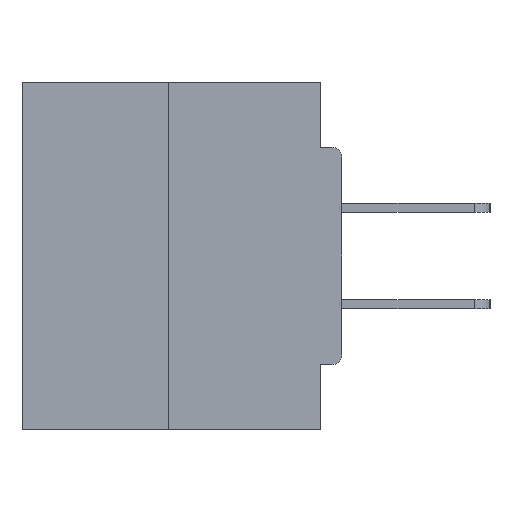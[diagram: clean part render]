
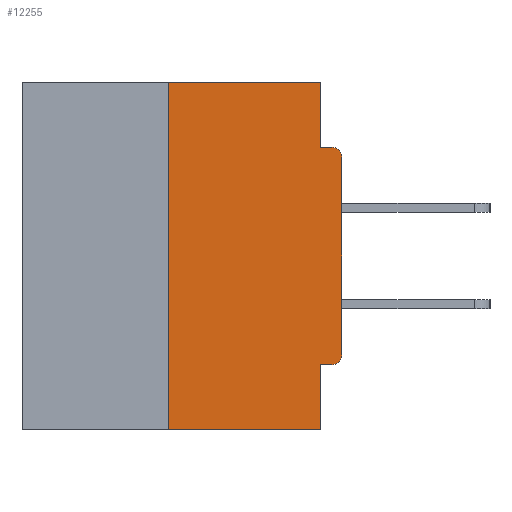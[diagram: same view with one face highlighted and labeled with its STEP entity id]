
A CAD part, left-side view. The second image highlights one B-rep face of the part: STEP entity #12255.
In plain terms, the highlighted planar face has unit normal (-1, 0, 0).
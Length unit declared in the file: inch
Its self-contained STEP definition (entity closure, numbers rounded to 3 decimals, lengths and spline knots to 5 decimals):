
#1444 = LINE ( 'NONE', #1747, #34413 ) ;
#1464 = CIRCLE ( 'NONE', #13466, 0.015 ) ;
#1518 = DIRECTION ( 'NONE',  ( 0., 0., 1. ) ) ;
#1677 = LINE ( 'NONE', #22617, #23987 ) ;
#1747 = CARTESIAN_POINT ( 'NONE',  ( 0., 0.46, -0.5 ) ) ;
#2953 = CARTESIAN_POINT ( 'NONE',  ( 0., 0.25, -0.5 ) ) ;
#3786 = VERTEX_POINT ( 'NONE', #14554 ) ;
#4104 = CARTESIAN_POINT ( 'NONE',  ( 0., 0.25, 0. ) ) ;
#4474 = CIRCLE ( 'NONE', #22405, 0.015 ) ;
#4588 = EDGE_CURVE ( 'NONE', #9451, #29232, #1677, .T. ) ;
#5346 = DIRECTION ( 'NONE',  ( 0., 0., 1. ) ) ;
#5490 = FACE_OUTER_BOUND ( 'NONE', #23548, .T. ) ;
#6729 = ORIENTED_EDGE ( 'NONE', *, *, #4588, .F. ) ;
#7047 = VERTEX_POINT ( 'NONE', #26362 ) ;
#7079 = VERTEX_POINT ( 'NONE', #19195 ) ;
#7112 = ORIENTED_EDGE ( 'NONE', *, *, #35962, .F. ) ;
#7692 = LINE ( 'NONE', #22195, #26476 ) ;
#7852 = PLANE ( 'NONE',  #13174 ) ;
#8047 = ORIENTED_EDGE ( 'NONE', *, *, #26684, .T. ) ;
#8634 = VECTOR ( 'NONE', #26054, 39.37008 ) ;
#8840 = VERTEX_POINT ( 'NONE', #23031 ) ;
#9117 = DIRECTION ( 'NONE',  ( 0., 0., -1. ) ) ;
#9451 = VERTEX_POINT ( 'NONE', #11600 ) ;
#9739 = CARTESIAN_POINT ( 'NONE',  ( 0., 0.031, -0.5 ) ) ;
#9821 = CARTESIAN_POINT ( 'NONE',  ( 0., 0.25, 0. ) ) ;
#10322 = DIRECTION ( 'NONE',  ( 0., -1., 0. ) ) ;
#10777 = CARTESIAN_POINT ( 'NONE',  ( 0., 0.015, -0.3915 ) ) ;
#11372 = DIRECTION ( 'NONE',  ( 0., 0., -1. ) ) ;
#11600 = CARTESIAN_POINT ( 'NONE',  ( 0., 0.031, -0.4065 ) ) ;
#11645 = EDGE_CURVE ( 'NONE', #8840, #9451, #18906, .T. ) ;
#12255 = ADVANCED_FACE ( 'NONE', ( #5490 ), #7852, .F. ) ;
#13174 = AXIS2_PLACEMENT_3D ( 'NONE', #13633, #36909, #20106 ) ;
#13407 = CARTESIAN_POINT ( 'NONE',  ( 0., 0.015, -0.0935 ) ) ;
#13466 = AXIS2_PLACEMENT_3D ( 'NONE', #10777, #13555, #19150 ) ;
#13555 = DIRECTION ( 'NONE',  ( -1., 0., 0. ) ) ;
#13633 = CARTESIAN_POINT ( 'NONE',  ( 0., 0.46, 0. ) ) ;
#14140 = DIRECTION ( 'NONE',  ( 0., 0., -1. ) ) ;
#14554 = CARTESIAN_POINT ( 'NONE',  ( 0., 0.031, 0. ) ) ;
#14751 = VECTOR ( 'NONE', #22008, 39.37008 ) ;
#16270 = LINE ( 'NONE', #17967, #33699 ) ;
#16978 = EDGE_CURVE ( 'NONE', #35534, #29232, #1444, .T. ) ;
#17967 = CARTESIAN_POINT ( 'NONE',  ( 0., 0.031, 0. ) ) ;
#17983 = EDGE_CURVE ( 'NONE', #26576, #3786, #29928, .T. ) ;
#18344 = CARTESIAN_POINT ( 'NONE',  ( 0., 0., -0.0935 ) ) ;
#18906 = LINE ( 'NONE', #31540, #8634 ) ;
#19150 = DIRECTION ( 'NONE',  ( 0., 0., -1. ) ) ;
#19195 = CARTESIAN_POINT ( 'NONE',  ( 0., 0.031, -0.0935 ) ) ;
#19509 = CARTESIAN_POINT ( 'NONE',  ( 0., 0.015, -0.1085 ) ) ;
#19870 = DIRECTION ( 'NONE',  ( -1., 0., 0. ) ) ;
#20106 = DIRECTION ( 'NONE',  ( 0., 0., -1. ) ) ;
#20197 = CARTESIAN_POINT ( 'NONE',  ( 0., 0., -0.3915 ) ) ;
#21703 = EDGE_CURVE ( 'NONE', #7047, #23567, #4474, .T. ) ;
#22008 = DIRECTION ( 'NONE',  ( 0., -1., 0. ) ) ;
#22195 = CARTESIAN_POINT ( 'NONE',  ( 0., 0., 0. ) ) ;
#22405 = AXIS2_PLACEMENT_3D ( 'NONE', #19509, #19870, #11372 ) ;
#22499 = ORIENTED_EDGE ( 'NONE', *, *, #17983, .F. ) ;
#22522 = ORIENTED_EDGE ( 'NONE', *, *, #16978, .T. ) ;
#22617 = CARTESIAN_POINT ( 'NONE',  ( 0., 0.031, -0.5 ) ) ;
#23031 = CARTESIAN_POINT ( 'NONE',  ( 0., 0.015, -0.4065 ) ) ;
#23548 = EDGE_LOOP ( 'NONE', ( #22499, #35597, #22522, #6729, #33599, #34693, #8047, #33482, #7112, #24571 ) ) ;
#23567 = VERTEX_POINT ( 'NONE', #13407 ) ;
#23987 = VECTOR ( 'NONE', #14140, 39.37008 ) ;
#23999 = VERTEX_POINT ( 'NONE', #20197 ) ;
#24571 = ORIENTED_EDGE ( 'NONE', *, *, #24987, .F. ) ;
#24987 = EDGE_CURVE ( 'NONE', #3786, #7079, #16270, .T. ) ;
#26054 = DIRECTION ( 'NONE',  ( 0., 1., 0. ) ) ;
#26362 = CARTESIAN_POINT ( 'NONE',  ( 0., 0., -0.1085 ) ) ;
#26476 = VECTOR ( 'NONE', #5346, 39.37008 ) ;
#26576 = VERTEX_POINT ( 'NONE', #9821 ) ;
#26684 = EDGE_CURVE ( 'NONE', #23999, #7047, #7692, .T. ) ;
#27140 = EDGE_CURVE ( 'NONE', #8840, #23999, #1464, .T. ) ;
#27273 = VECTOR ( 'NONE', #29467, 39.37008 ) ;
#29065 = LINE ( 'NONE', #18344, #27273 ) ;
#29232 = VERTEX_POINT ( 'NONE', #9739 ) ;
#29467 = DIRECTION ( 'NONE',  ( 0., -1., 0. ) ) ;
#29928 = LINE ( 'NONE', #33565, #14751 ) ;
#30059 = VECTOR ( 'NONE', #1518, 39.37008 ) ;
#31540 = CARTESIAN_POINT ( 'NONE',  ( 0., 0., -0.4065 ) ) ;
#33482 = ORIENTED_EDGE ( 'NONE', *, *, #21703, .T. ) ;
#33565 = CARTESIAN_POINT ( 'NONE',  ( 0., 0.46, 0. ) ) ;
#33585 = LINE ( 'NONE', #4104, #30059 ) ;
#33599 = ORIENTED_EDGE ( 'NONE', *, *, #11645, .F. ) ;
#33699 = VECTOR ( 'NONE', #9117, 39.37008 ) ;
#34413 = VECTOR ( 'NONE', #10322, 39.37008 ) ;
#34693 = ORIENTED_EDGE ( 'NONE', *, *, #27140, .T. ) ;
#34771 = EDGE_CURVE ( 'NONE', #35534, #26576, #33585, .T. ) ;
#35534 = VERTEX_POINT ( 'NONE', #2953 ) ;
#35597 = ORIENTED_EDGE ( 'NONE', *, *, #34771, .F. ) ;
#35962 = EDGE_CURVE ( 'NONE', #7079, #23567, #29065, .T. ) ;
#36909 = DIRECTION ( 'NONE',  ( 1., 0., 0. ) ) ;
